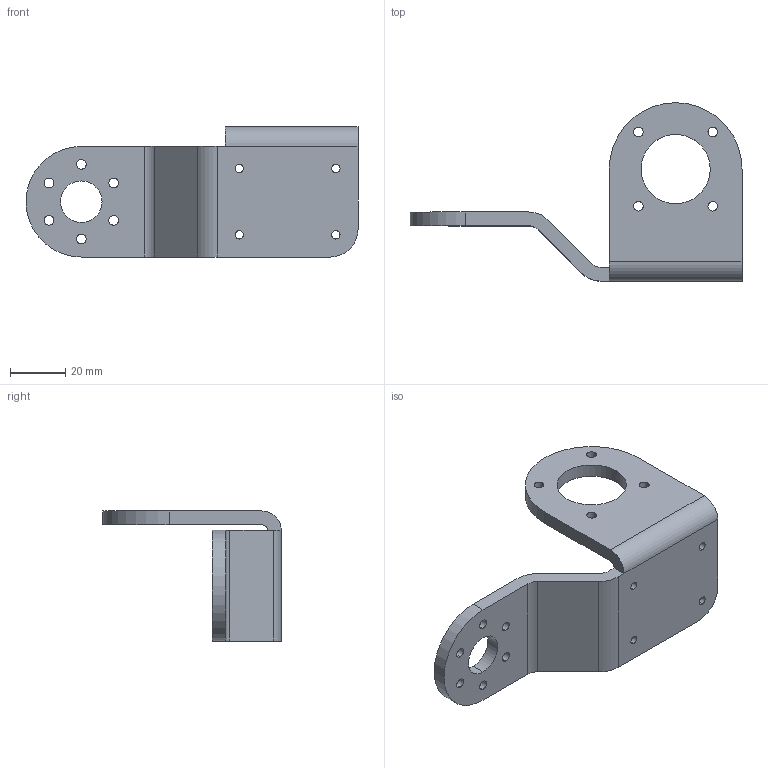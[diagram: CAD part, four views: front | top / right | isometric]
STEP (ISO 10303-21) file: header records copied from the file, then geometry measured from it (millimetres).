
FILE_DESCRIPTION (( 'STEP AP203' ), '1' );
FILE_NAME ('侐拻粣蟀諉璃.STEP', '2025-02-08T06:27:10', ( '' ), ( '' ), 'SwSTEP 2.0', 'SolidWorks 2022', '' );
FILE_SCHEMA (( 'CONFIG_CONTROL_DESIGN' ));
Length unit declared in the file: millimetre
Products named in the file (1): 侐拻粣蟀諉璃
Bounding box: 120 x 64.5 x 47 mm (x, y, z)
Volume: 34862 mm3; surface area: 17423.2 mm2
Topology: 1 solids, 1 shells, 53 faces, 151 edges, 100 vertices
Faces by surface type: cylinder 41, plane 12
Entity records: 1912 total; most frequent: DIRECTION 341, CARTESIAN_POINT 305, ORIENTED_EDGE 302, EDGE_CURVE 151, AXIS2_PLACEMENT_3D 136, VERTEX_POINT 100, EDGE_LOOP 85, CIRCLE 82
